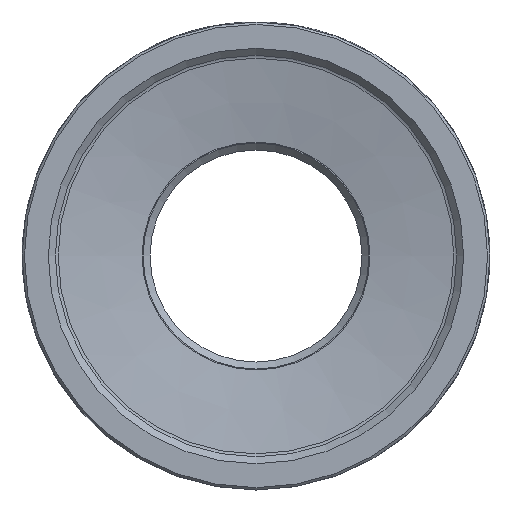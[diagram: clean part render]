
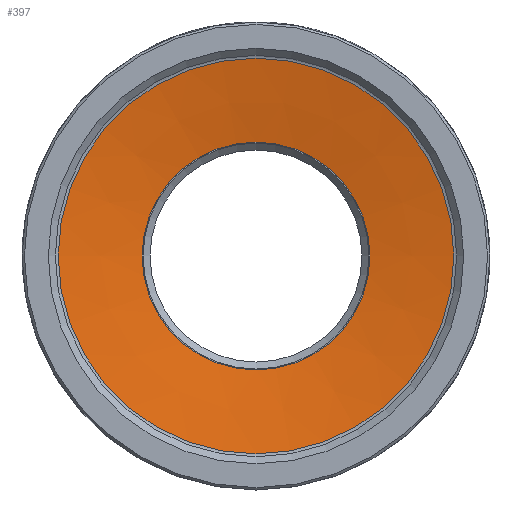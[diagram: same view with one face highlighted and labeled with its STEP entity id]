
A CAD part, left-side view. The second image highlights one B-rep face of the part: STEP entity #397.
In plain terms, the highlighted conical face has half-angle 79.772 degrees and reference radius 33.801 mm.
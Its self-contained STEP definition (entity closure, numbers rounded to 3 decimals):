
#262 = CIRCLE ( 'NONE', #19801, 41.855 ) ;
#397 = ADVANCED_FACE ( 'NONE', ( #19772, #12724 ), #23135, .F. ) ;
#507 = DIRECTION ( 'NONE',  ( -1., 0., 0. ) ) ;
#1197 = CARTESIAN_POINT ( 'NONE',  ( -24.5, -24.102, 0. ) ) ;
#2042 = CIRCLE ( 'NONE', #21573, 24.101 ) ;
#2257 = DIRECTION ( 'NONE',  ( 0., -1., 0. ) ) ;
#3651 = CARTESIAN_POINT ( 'NONE',  ( -26.25, 0., 0. ) ) ;
#5650 = DIRECTION ( 'NONE',  ( 0., -1., 0. ) ) ;
#7755 = EDGE_CURVE ( 'NONE', #9191, #9191, #262, .T. ) ;
#9191 = VERTEX_POINT ( 'NONE', #16383 ) ;
#9878 = DIRECTION ( 'NONE',  ( 1., 0., 0. ) ) ;
#10748 = AXIS2_PLACEMENT_3D ( 'NONE', #3651, #16252, #5650 ) ;
#11414 = VERTEX_POINT ( 'NONE', #1197 ) ;
#12724 = FACE_OUTER_BOUND ( 'NONE', #18978, .T. ) ;
#13457 = EDGE_LOOP ( 'NONE', ( #18374 ) ) ;
#13768 = CARTESIAN_POINT ( 'NONE',  ( -27.703, 0., 0. ) ) ;
#16252 = DIRECTION ( 'NONE',  ( -1., 0., 0. ) ) ;
#16383 = CARTESIAN_POINT ( 'NONE',  ( -27.703, 41.855, 0. ) ) ;
#18374 = ORIENTED_EDGE ( 'NONE', *, *, #18385, .F. ) ;
#18385 = EDGE_CURVE ( 'NONE', #11414, #11414, #2042, .T. ) ;
#18978 = EDGE_LOOP ( 'NONE', ( #19030 ) ) ;
#19030 = ORIENTED_EDGE ( 'NONE', *, *, #7755, .F. ) ;
#19772 = FACE_BOUND ( 'NONE', #13457, .T. ) ;
#19801 = AXIS2_PLACEMENT_3D ( 'NONE', #13768, #9878, #21035 ) ;
#21035 = DIRECTION ( 'NONE',  ( 0., 1., 0. ) ) ;
#21546 = CARTESIAN_POINT ( 'NONE',  ( -24.5, 0., 0. ) ) ;
#21573 = AXIS2_PLACEMENT_3D ( 'NONE', #21546, #507, #2257 ) ;
#23135 = CONICAL_SURFACE ( 'NONE', #10748, 33.801, 1.392 ) ;
